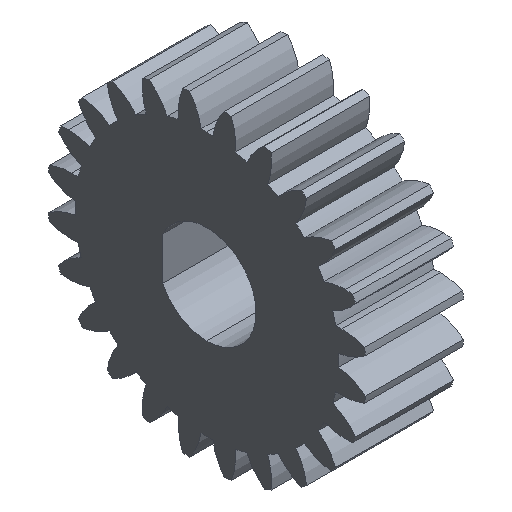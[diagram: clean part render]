
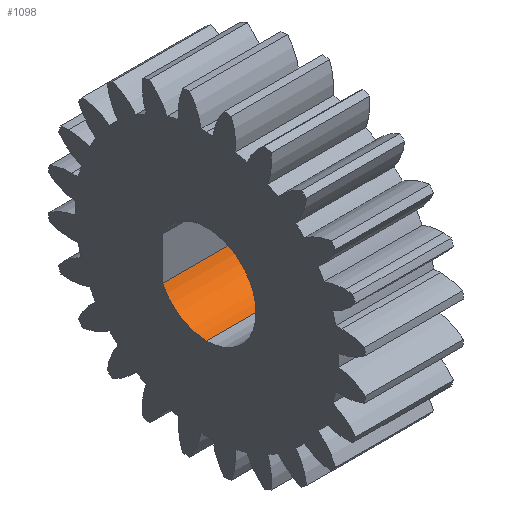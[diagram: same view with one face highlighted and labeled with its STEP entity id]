
A CAD part, isometric view. The second image highlights one B-rep face of the part: STEP entity #1098.
In plain terms, the highlighted cylindrical face has radius 2 mm (diameter 4 mm), a partial arc.
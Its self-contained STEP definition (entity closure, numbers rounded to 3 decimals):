
#8 = AXIS2_PLACEMENT_3D ( 'NONE', #1056, #1361, #2751 ) ;
#49 = ORIENTED_EDGE ( 'NONE', *, *, #1494, .T. ) ;
#98 = DIRECTION ( 'NONE',  ( -1., 0., 0. ) ) ;
#202 = VERTEX_POINT ( 'NONE', #1617 ) ;
#335 = EDGE_LOOP ( 'NONE', ( #49, #2587, #2927, #3549 ) ) ;
#533 = FACE_OUTER_BOUND ( 'NONE', #335, .T. ) ;
#702 = DIRECTION ( 'NONE',  ( 0., 0., -1. ) ) ;
#751 = LINE ( 'NONE', #1847, #1124 ) ;
#785 = VERTEX_POINT ( 'NONE', #2568 ) ;
#807 = EDGE_CURVE ( 'NONE', #785, #2173, #2495, .T. ) ;
#885 = DIRECTION ( 'NONE',  ( 0., 0., -1. ) ) ;
#1023 = EDGE_CURVE ( 'NONE', #202, #2173, #2299, .T. ) ;
#1056 = CARTESIAN_POINT ( 'NONE',  ( -0.001, 0., 0. ) ) ;
#1098 = ADVANCED_FACE ( 'NONE', ( #533 ), #2440, .F. ) ;
#1124 = VECTOR ( 'NONE', #1296, 1000. ) ;
#1296 = DIRECTION ( 'NONE',  ( 1., 0., 0. ) ) ;
#1361 = DIRECTION ( 'NONE',  ( 1., 0., 0. ) ) ;
#1494 = EDGE_CURVE ( 'NONE', #202, #2230, #3728, .T. ) ;
#1617 = CARTESIAN_POINT ( 'NONE',  ( 0., 1.8, -0.872 ) ) ;
#1847 = CARTESIAN_POINT ( 'NONE',  ( -0.001, 0., -2. ) ) ;
#1947 = AXIS2_PLACEMENT_3D ( 'NONE', #2594, #3491, #885 ) ;
#2107 = CARTESIAN_POINT ( 'NONE',  ( 0., 0., -2. ) ) ;
#2173 = VERTEX_POINT ( 'NONE', #3006 ) ;
#2230 = VERTEX_POINT ( 'NONE', #2107 ) ;
#2238 = AXIS2_PLACEMENT_3D ( 'NONE', #2437, #98, #702 ) ;
#2299 = LINE ( 'NONE', #2429, #3590 ) ;
#2429 = CARTESIAN_POINT ( 'NONE',  ( -0.001, 1.8, -0.872 ) ) ;
#2437 = CARTESIAN_POINT ( 'NONE',  ( 0., 0., 0. ) ) ;
#2440 = CYLINDRICAL_SURFACE ( 'NONE', #8, 2. ) ;
#2495 = CIRCLE ( 'NONE', #1947, 2. ) ;
#2568 = CARTESIAN_POINT ( 'NONE',  ( 4., 0., -2. ) ) ;
#2587 = ORIENTED_EDGE ( 'NONE', *, *, #3576, .T. ) ;
#2594 = CARTESIAN_POINT ( 'NONE',  ( 4., 0., 0. ) ) ;
#2751 = DIRECTION ( 'NONE',  ( 0., 0., -1. ) ) ;
#2927 = ORIENTED_EDGE ( 'NONE', *, *, #807, .T. ) ;
#3006 = CARTESIAN_POINT ( 'NONE',  ( 4., 1.8, -0.872 ) ) ;
#3325 = DIRECTION ( 'NONE',  ( 1., 0., 0. ) ) ;
#3491 = DIRECTION ( 'NONE',  ( 1., 0., 0. ) ) ;
#3549 = ORIENTED_EDGE ( 'NONE', *, *, #1023, .F. ) ;
#3576 = EDGE_CURVE ( 'NONE', #2230, #785, #751, .T. ) ;
#3590 = VECTOR ( 'NONE', #3325, 1000. ) ;
#3728 = CIRCLE ( 'NONE', #2238, 2. ) ;
